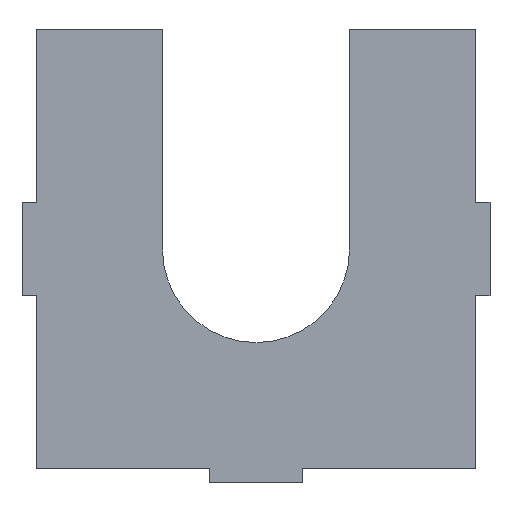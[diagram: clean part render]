
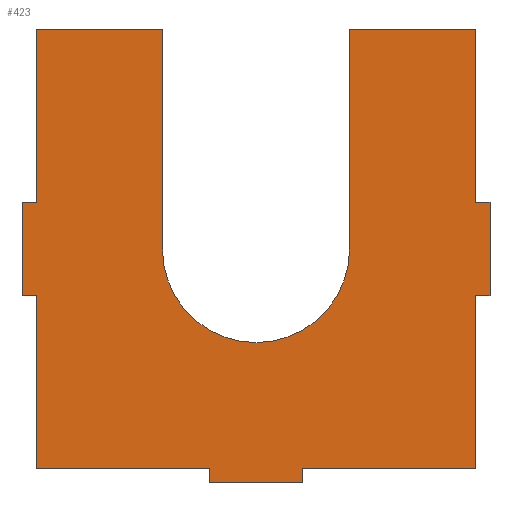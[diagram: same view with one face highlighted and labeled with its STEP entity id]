
A CAD part, front view. The second image highlights one B-rep face of the part: STEP entity #423.
In plain terms, the highlighted planar face has unit normal (0, -1, 0).
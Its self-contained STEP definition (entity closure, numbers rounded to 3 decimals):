
#16=CIRCLE('',#458,20.);
#22=FACE_OUTER_BOUND('',#44,.T.);
#44=EDGE_LOOP('',(#294,#295,#296,#297,#298,#299,#300,#301,#302,#303,#304,
#305,#306,#307,#308,#309,#310,#311,#312,#313));
#64=LINE('',#595,#122);
#69=LINE('',#608,#127);
#70=LINE('',#611,#128);
#73=LINE('',#617,#131);
#74=LINE('',#619,#132);
#75=LINE('',#621,#133);
#76=LINE('',#623,#134);
#77=LINE('',#625,#135);
#78=LINE('',#627,#136);
#79=LINE('',#629,#137);
#80=LINE('',#631,#138);
#81=LINE('',#633,#139);
#82=LINE('',#635,#140);
#83=LINE('',#637,#141);
#84=LINE('',#639,#142);
#85=LINE('',#641,#143);
#86=LINE('',#643,#144);
#87=LINE('',#645,#145);
#88=LINE('',#646,#146);
#122=VECTOR('',#485,10.);
#127=VECTOR('',#498,10.);
#128=VECTOR('',#501,30.);
#131=VECTOR('',#506,10.);
#132=VECTOR('',#507,30.);
#133=VECTOR('',#508,10.);
#134=VECTOR('',#509,20.);
#135=VECTOR('',#510,10.);
#136=VECTOR('',#511,30.);
#137=VECTOR('',#512,30.);
#138=VECTOR('',#513,10.);
#139=VECTOR('',#514,20.);
#140=VECTOR('',#515,10.);
#141=VECTOR('',#516,10.);
#142=VECTOR('',#517,30.);
#143=VECTOR('',#518,10.);
#144=VECTOR('',#519,20.);
#145=VECTOR('',#520,10.);
#146=VECTOR('',#521,10.);
#180=VERTEX_POINT('',#592);
#181=VERTEX_POINT('',#594);
#183=VERTEX_POINT('',#600);
#185=VERTEX_POINT('',#606);
#186=VERTEX_POINT('',#610);
#188=VERTEX_POINT('',#616);
#189=VERTEX_POINT('',#618);
#190=VERTEX_POINT('',#620);
#191=VERTEX_POINT('',#622);
#192=VERTEX_POINT('',#624);
#193=VERTEX_POINT('',#626);
#194=VERTEX_POINT('',#628);
#195=VERTEX_POINT('',#630);
#196=VERTEX_POINT('',#632);
#197=VERTEX_POINT('',#634);
#198=VERTEX_POINT('',#636);
#199=VERTEX_POINT('',#638);
#200=VERTEX_POINT('',#640);
#201=VERTEX_POINT('',#642);
#202=VERTEX_POINT('',#644);
#220=EDGE_CURVE('',#181,#180,#64,.T.);
#224=EDGE_CURVE('',#180,#183,#16,.T.);
#227=EDGE_CURVE('',#183,#185,#69,.T.);
#228=EDGE_CURVE('',#181,#186,#70,.T.);
#231=EDGE_CURVE('',#185,#188,#73,.T.);
#232=EDGE_CURVE('',#189,#188,#74,.T.);
#233=EDGE_CURVE('',#189,#190,#75,.T.);
#234=EDGE_CURVE('',#191,#190,#76,.T.);
#235=EDGE_CURVE('',#192,#191,#77,.T.);
#236=EDGE_CURVE('',#193,#192,#78,.T.);
#237=EDGE_CURVE('',#194,#193,#79,.T.);
#238=EDGE_CURVE('',#194,#195,#80,.T.);
#239=EDGE_CURVE('',#196,#195,#81,.T.);
#240=EDGE_CURVE('',#197,#196,#82,.T.);
#241=EDGE_CURVE('',#198,#197,#83,.T.);
#242=EDGE_CURVE('',#199,#198,#84,.T.);
#243=EDGE_CURVE('',#199,#200,#85,.T.);
#244=EDGE_CURVE('',#201,#200,#86,.T.);
#245=EDGE_CURVE('',#202,#201,#87,.T.);
#246=EDGE_CURVE('',#186,#202,#88,.T.);
#294=ORIENTED_EDGE('',*,*,#220,.T.);
#295=ORIENTED_EDGE('',*,*,#224,.T.);
#296=ORIENTED_EDGE('',*,*,#227,.T.);
#297=ORIENTED_EDGE('',*,*,#231,.T.);
#298=ORIENTED_EDGE('',*,*,#232,.F.);
#299=ORIENTED_EDGE('',*,*,#233,.T.);
#300=ORIENTED_EDGE('',*,*,#234,.F.);
#301=ORIENTED_EDGE('',*,*,#235,.F.);
#302=ORIENTED_EDGE('',*,*,#236,.F.);
#303=ORIENTED_EDGE('',*,*,#237,.F.);
#304=ORIENTED_EDGE('',*,*,#238,.T.);
#305=ORIENTED_EDGE('',*,*,#239,.F.);
#306=ORIENTED_EDGE('',*,*,#240,.F.);
#307=ORIENTED_EDGE('',*,*,#241,.F.);
#308=ORIENTED_EDGE('',*,*,#242,.F.);
#309=ORIENTED_EDGE('',*,*,#243,.T.);
#310=ORIENTED_EDGE('',*,*,#244,.F.);
#311=ORIENTED_EDGE('',*,*,#245,.F.);
#312=ORIENTED_EDGE('',*,*,#246,.F.);
#313=ORIENTED_EDGE('',*,*,#228,.F.);
#401=PLANE('',#461);
#423=ADVANCED_FACE('',(#22),#401,.F.);
#458=AXIS2_PLACEMENT_3D('',#602,#492,#493);
#461=AXIS2_PLACEMENT_3D('',#615,#504,#505);
#485=DIRECTION('',(0.,0.,-1.));
#492=DIRECTION('center_axis',(0.,1.,0.));
#493=DIRECTION('ref_axis',(1.,0.,0.));
#498=DIRECTION('',(0.,0.,1.));
#501=DIRECTION('',(1.,0.,0.));
#504=DIRECTION('center_axis',(0.,1.,0.));
#505=DIRECTION('ref_axis',(0.,0.,1.));
#506=DIRECTION('',(-1.,0.,0.));
#507=DIRECTION('',(0.,0.,1.));
#508=DIRECTION('',(-1.,0.,0.));
#509=DIRECTION('',(0.,0.,1.));
#510=DIRECTION('',(-1.,0.,0.));
#511=DIRECTION('',(0.,0.,1.));
#512=DIRECTION('',(-1.,0.,0.));
#513=DIRECTION('',(0.,0.,-1.));
#514=DIRECTION('',(-1.,0.,0.));
#515=DIRECTION('',(0.,0.,-1.));
#516=DIRECTION('',(-1.,0.,0.));
#517=DIRECTION('',(0.,0.,-1.));
#518=DIRECTION('',(1.,0.,0.));
#519=DIRECTION('',(0.,0.,-1.));
#520=DIRECTION('',(1.,0.,0.));
#521=DIRECTION('',(0.,0.,-1.));
#592=CARTESIAN_POINT('',(20.,0.,0.));
#594=CARTESIAN_POINT('',(20.,0.,47.));
#595=CARTESIAN_POINT('',(20.,0.,0.));
#600=CARTESIAN_POINT('',(-20.,0.,0.001));
#602=CARTESIAN_POINT('Origin',(0.,0.,0.));
#606=CARTESIAN_POINT('',(-19.999,0.,47.));
#608=CARTESIAN_POINT('',(-19.999,0.,23.5));
#610=CARTESIAN_POINT('',(47.,0.,47.));
#611=CARTESIAN_POINT('',(10.,0.,47.));
#615=CARTESIAN_POINT('Origin',(0.,0.,0.));
#616=CARTESIAN_POINT('',(-47.,0.,47.));
#617=CARTESIAN_POINT('',(-40.,0.,47.));
#618=CARTESIAN_POINT('',(-47.,0.,10.));
#619=CARTESIAN_POINT('',(-47.,0.,10.));
#620=CARTESIAN_POINT('',(-50.,0.,10.));
#621=CARTESIAN_POINT('',(-43.,0.,10.));
#622=CARTESIAN_POINT('',(-50.,0.,-10.));
#623=CARTESIAN_POINT('',(-50.,0.,-10.));
#624=CARTESIAN_POINT('',(-47.,0.,-10.));
#625=CARTESIAN_POINT('',(-43.,0.,-10.));
#626=CARTESIAN_POINT('',(-47.,0.,-47.));
#627=CARTESIAN_POINT('',(-47.,0.,-40.));
#628=CARTESIAN_POINT('',(-10.,0.,-47.));
#629=CARTESIAN_POINT('',(-10.,0.,-47.));
#630=CARTESIAN_POINT('',(-10.,0.,-50.));
#631=CARTESIAN_POINT('',(-10.,0.,-43.));
#632=CARTESIAN_POINT('',(10.,0.,-50.));
#633=CARTESIAN_POINT('',(10.,0.,-50.));
#634=CARTESIAN_POINT('',(10.,0.,-47.));
#635=CARTESIAN_POINT('',(10.,0.,-43.));
#636=CARTESIAN_POINT('',(47.,0.,-47.));
#637=CARTESIAN_POINT('',(40.,0.,-47.));
#638=CARTESIAN_POINT('',(47.,0.,-10.));
#639=CARTESIAN_POINT('',(47.,0.,-10.));
#640=CARTESIAN_POINT('',(50.,0.,-10.));
#641=CARTESIAN_POINT('',(43.,0.,-10.));
#642=CARTESIAN_POINT('',(50.,0.,10.));
#643=CARTESIAN_POINT('',(50.,0.,10.));
#644=CARTESIAN_POINT('',(47.,0.,10.));
#645=CARTESIAN_POINT('',(43.,0.,10.));
#646=CARTESIAN_POINT('',(47.,0.,40.));
